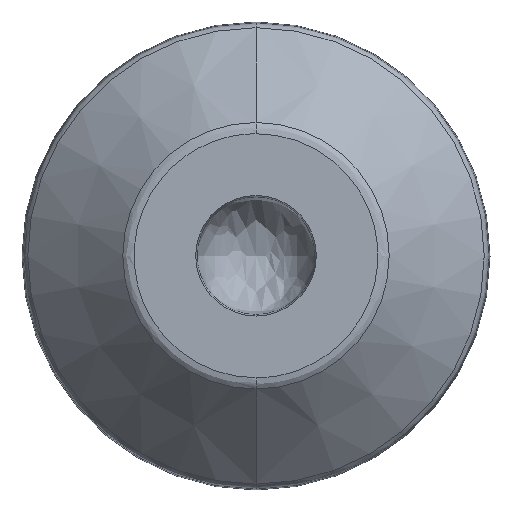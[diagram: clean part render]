
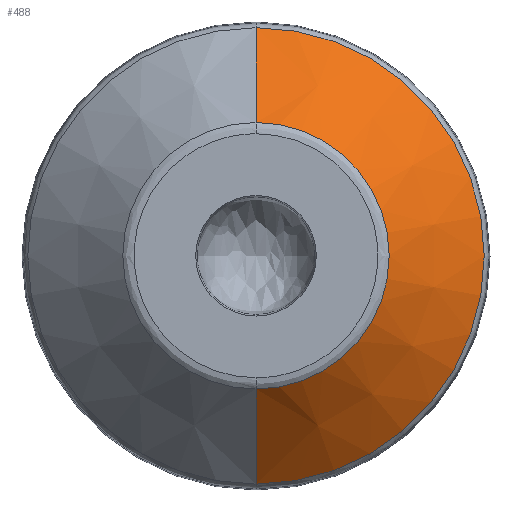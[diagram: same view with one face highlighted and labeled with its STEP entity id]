
A CAD part, top view. The second image highlights one B-rep face of the part: STEP entity #488.
In plain terms, the highlighted conical face has half-angle 45 degrees and reference radius 28.773 mm.
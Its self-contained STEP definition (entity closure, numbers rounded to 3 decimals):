
#5 = LINE ( 'NONE', #443, #684 ) ;
#16 = AXIS2_PLACEMENT_3D ( 'NONE', #577, #241, #673 ) ;
#27 = EDGE_CURVE ( 'NONE', #638, #657, #471, .T. ) ;
#46 = CARTESIAN_POINT ( 'NONE',  ( 0., -28.773, 5.437 ) ) ;
#56 = CONICAL_SURFACE ( 'NONE', #425, 28.773, 0.785 ) ;
#75 = VERTEX_POINT ( 'NONE', #240 ) ;
#113 = CARTESIAN_POINT ( 'NONE',  ( 0., 0., 5.437 ) ) ;
#162 = EDGE_CURVE ( 'NONE', #75, #638, #607, .T. ) ;
#174 = VECTOR ( 'NONE', #185, 1000. ) ;
#175 = VERTEX_POINT ( 'NONE', #294 ) ;
#185 = DIRECTION ( 'NONE',  ( 0., -0.707, -0.707 ) ) ;
#187 = CARTESIAN_POINT ( 'NONE',  ( 0., -28.773, 5.437 ) ) ;
#204 = AXIS2_PLACEMENT_3D ( 'NONE', #113, #599, #499 ) ;
#239 = DIRECTION ( 'NONE',  ( 0., 1., 0. ) ) ;
#240 = CARTESIAN_POINT ( 'NONE',  ( 0., 16.795, 17.414 ) ) ;
#241 = DIRECTION ( 'NONE',  ( 0., 0., -1. ) ) ;
#244 = CIRCLE ( 'NONE', #204, 28.773 ) ;
#250 = DIRECTION ( 'NONE',  ( 0., 0.707, -0.707 ) ) ;
#271 = EDGE_CURVE ( 'NONE', #657, #175, #244, .T. ) ;
#294 = CARTESIAN_POINT ( 'NONE',  ( 0., 28.773, 5.437 ) ) ;
#301 = DIRECTION ( 'NONE',  ( 0., 0., -1. ) ) ;
#311 = CARTESIAN_POINT ( 'NONE',  ( 0., -16.795, 17.414 ) ) ;
#425 = AXIS2_PLACEMENT_3D ( 'NONE', #570, #301, #239 ) ;
#443 = CARTESIAN_POINT ( 'NONE',  ( 0., 28.773, 5.437 ) ) ;
#448 = ORIENTED_EDGE ( 'NONE', *, *, #271, .T. ) ;
#453 = ORIENTED_EDGE ( 'NONE', *, *, #479, .F. ) ;
#471 = LINE ( 'NONE', #187, #174 ) ;
#479 = EDGE_CURVE ( 'NONE', #75, #175, #5, .T. ) ;
#488 = ADVANCED_FACE ( 'NONE', ( #584 ), #56, .T. ) ;
#495 = EDGE_LOOP ( 'NONE', ( #630, #608, #448, #453 ) ) ;
#499 = DIRECTION ( 'NONE',  ( 0., 1., 0. ) ) ;
#570 = CARTESIAN_POINT ( 'NONE',  ( 0., 0., 5.437 ) ) ;
#577 = CARTESIAN_POINT ( 'NONE',  ( 0., 0., 17.414 ) ) ;
#584 = FACE_OUTER_BOUND ( 'NONE', #495, .T. ) ;
#599 = DIRECTION ( 'NONE',  ( 0., 0., 1. ) ) ;
#607 = CIRCLE ( 'NONE', #16, 16.795 ) ;
#608 = ORIENTED_EDGE ( 'NONE', *, *, #27, .T. ) ;
#630 = ORIENTED_EDGE ( 'NONE', *, *, #162, .T. ) ;
#638 = VERTEX_POINT ( 'NONE', #311 ) ;
#657 = VERTEX_POINT ( 'NONE', #46 ) ;
#673 = DIRECTION ( 'NONE',  ( 0., 1., 0. ) ) ;
#684 = VECTOR ( 'NONE', #250, 1000. ) ;
